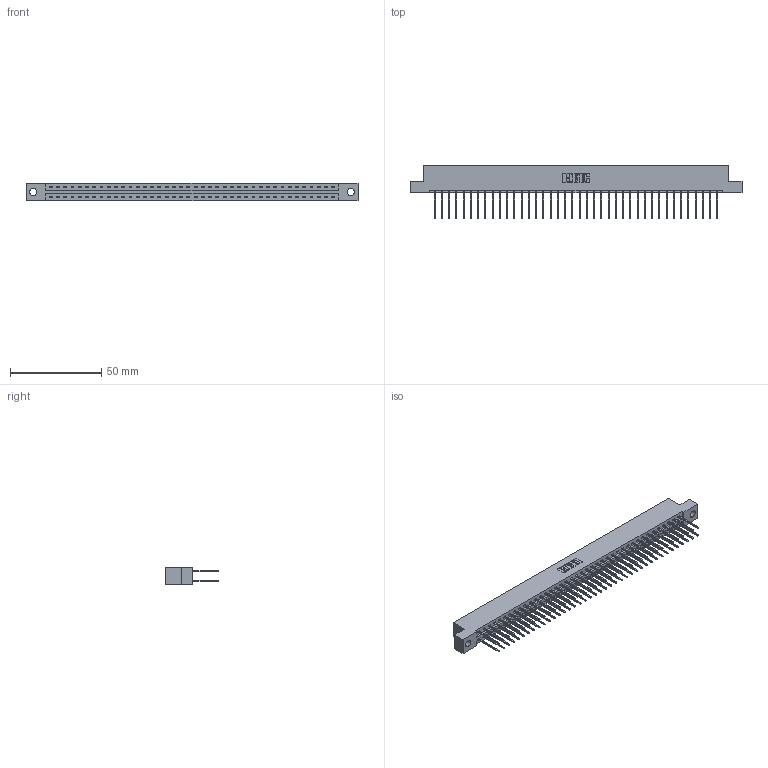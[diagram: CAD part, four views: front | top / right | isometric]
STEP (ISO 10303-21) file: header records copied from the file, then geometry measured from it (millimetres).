
FILE_DESCRIPTION (( 'STEP AP203' ), '1' );
FILE_NAME ('337-080-540-204.STEP', '2018-08-12T17:56:31', ( '' ), ( '' ), 'SwSTEP 2.0', 'SolidWorks 2016', '' );
FILE_SCHEMA (( 'CONFIG_CONTROL_DESIGN' ));
Length unit declared in the file: inch
Products named in the file (3): 337 Part_Flush Mounting Lugs - 0.156 Dia-TH; 345-292-001_345-293-140; 337-080-540-204
Assembly tree (81 placements, depth 2):
  337-080-540-204
    337 Part_Flush Mounting Lugs - 0.156 Dia-TH
    345-292-001_345-293-140  x80
Bounding box: 181.51 x 29.47 x 9.4 mm (x, y, z)
Volume: 19317.6 mm3; surface area: 23115.7 mm2
Topology: 81 solids, 81 shells, 4434 faces, 13191 edges, 8686 vertices
Faces by surface type: plane 3110, cylinder 1324
Entity records: 31293 total; most frequent: CARTESIAN_POINT 5274, ORIENTED_EDGE 5210, DIRECTION 4489, EDGE_CURVE 2605, LINE 2477, VECTOR 2477, VERTEX_POINT 1734, AXIS2_PLACEMENT_3D 1006
